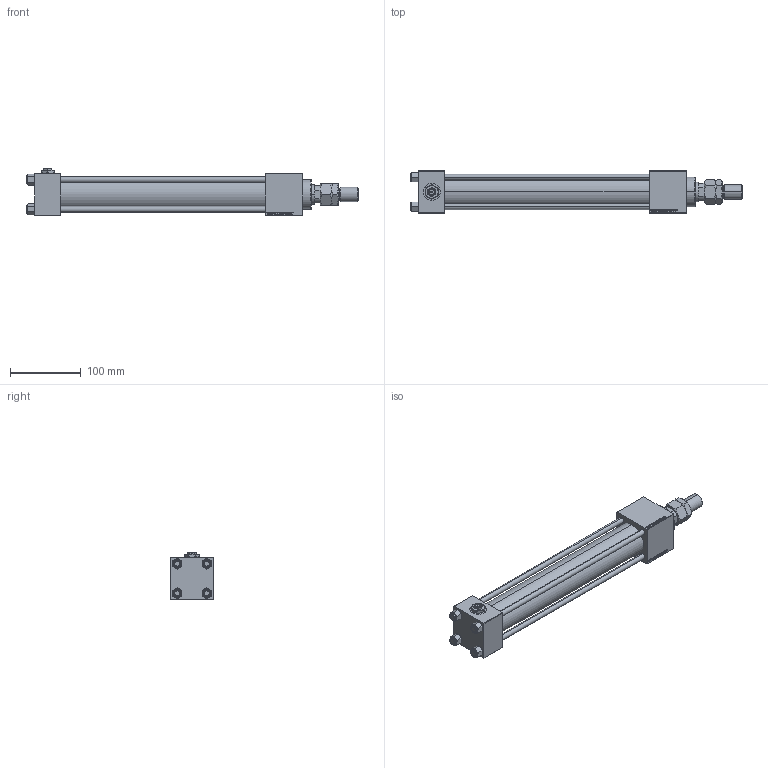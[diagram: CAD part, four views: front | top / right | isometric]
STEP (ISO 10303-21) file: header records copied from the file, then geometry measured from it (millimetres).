
FILE_DESCRIPTION (( 'STEP AP203' ), '1' );
FILE_NAME ('8739.STEP', '2025-09-17T11:27:21', ( '' ), ( '' ), 'SwSTEP 2.0', 'SolidWorks 2019', '' );
FILE_SCHEMA (( 'CONFIG_CONTROL_DESIGN' ));
Length unit declared in the file: millimetre
Products named in the file (8): Zatka_pro_OIL_PORT dee6054313fc5d21dfec32ec6bb215a1; V215CR_C_Body dee6054313fc5d21dfec32ec6bb215a1; 8739; V215CR_VCP_C dee6054313fc5d21dfec32ec6bb215a1; V215CR_C_TYCINKA dee6054313fc5d21dfec32ec6bb215a1; NUT_M5_C dee6054313fc5d21dfec32ec6bb215a1; V215_VC_A dee6054313fc5d21dfec32ec6bb215a1; MTA dee6054313fc5d21dfec32ec6bb215a1
Assembly tree (13 placements, depth 2):
  8739
    V215CR_C_Body dee6054313fc5d21dfec32ec6bb215a1
    V215CR_VCP_C dee6054313fc5d21dfec32ec6bb215a1
    NUT_M5_C dee6054313fc5d21dfec32ec6bb215a1  x4
    V215CR_C_TYCINKA dee6054313fc5d21dfec32ec6bb215a1  x4
    V215_VC_A dee6054313fc5d21dfec32ec6bb215a1
    MTA dee6054313fc5d21dfec32ec6bb215a1
    Zatka_pro_OIL_PORT dee6054313fc5d21dfec32ec6bb215a1
Bounding box: 468 x 60 x 67 mm (x, y, z)
Volume: 731817.2 mm3; surface area: 224435.9 mm2
Topology: 13 solids, 13 shells, 1251 faces, 3098 edges, 1993 vertices
Faces by surface type: plane 565, bspline 392, cone 186, cylinder 98, torus 10
Entity records: 53564 total; most frequent: CARTESIAN_POINT 28165, ORIENTED_EDGE 5688, DIRECTION 3706, EDGE_CURVE 2844, VERTEX_POINT 1849, VECTOR 1654, LINE 1654, EDGE_LOOP 1265
